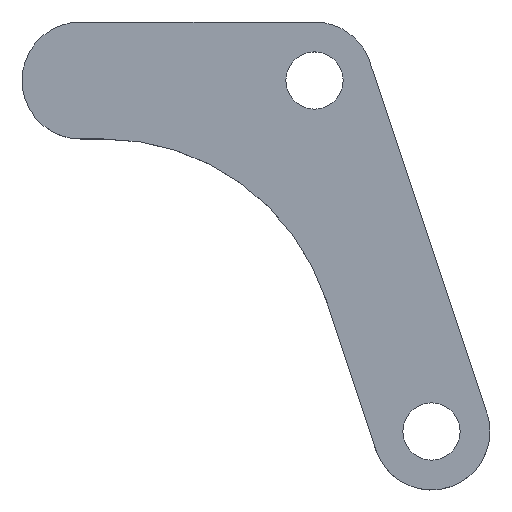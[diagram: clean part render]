
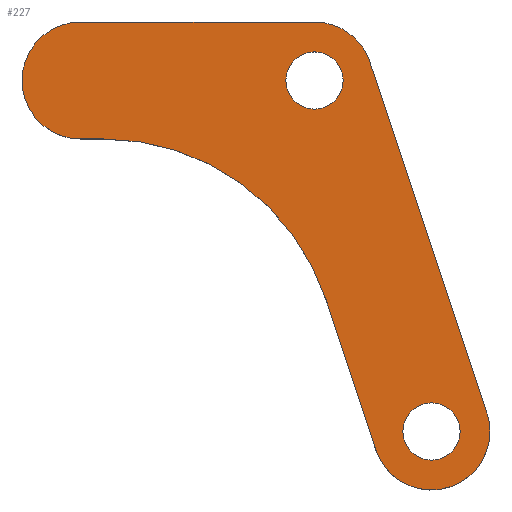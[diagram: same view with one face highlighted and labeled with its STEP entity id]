
A CAD part, top view. The second image highlights one B-rep face of the part: STEP entity #227.
In plain terms, the highlighted planar face has unit normal (0, 0, 1).
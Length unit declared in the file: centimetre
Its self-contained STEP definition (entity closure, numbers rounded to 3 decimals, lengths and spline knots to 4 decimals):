
#15=FACE_BOUND('',#48,.T.);
#16=FACE_BOUND('',#49,.T.);
#23=PLANE('',#265);
#35=FACE_OUTER_BOUND('',#47,.T.);
#47=EDGE_LOOP('',(#191,#192,#193,#194,#195,#196,#197,#198));
#48=EDGE_LOOP('',(#199));
#49=EDGE_LOOP('',(#200));
#57=LINE('',#355,#75);
#61=LINE('',#367,#79);
#65=LINE('',#379,#83);
#69=LINE('',#391,#87);
#75=VECTOR('',#287,1.);
#79=VECTOR('',#299,1.);
#83=VECTOR('',#311,1.);
#87=VECTOR('',#323,1.);
#89=CIRCLE('',#244,0.245);
#91=CIRCLE('',#247,0.245);
#94=CIRCLE('',#252,2.);
#96=CIRCLE('',#256,0.5);
#98=CIRCLE('',#260,0.5);
#100=CIRCLE('',#264,0.5);
#101=VERTEX_POINT('',#337);
#103=VERTEX_POINT('',#343);
#107=VERTEX_POINT('',#352);
#108=VERTEX_POINT('',#354);
#110=VERTEX_POINT('',#360);
#112=VERTEX_POINT('',#366);
#114=VERTEX_POINT('',#372);
#116=VERTEX_POINT('',#378);
#118=VERTEX_POINT('',#384);
#120=VERTEX_POINT('',#390);
#121=EDGE_CURVE('',#101,#101,#89,.T.);
#124=EDGE_CURVE('',#103,#103,#91,.T.);
#129=EDGE_CURVE('',#108,#107,#57,.T.);
#132=EDGE_CURVE('',#110,#108,#94,.T.);
#135=EDGE_CURVE('',#112,#110,#61,.T.);
#138=EDGE_CURVE('',#114,#112,#96,.T.);
#141=EDGE_CURVE('',#116,#114,#65,.T.);
#144=EDGE_CURVE('',#118,#116,#98,.T.);
#147=EDGE_CURVE('',#120,#118,#69,.T.);
#150=EDGE_CURVE('',#107,#120,#100,.T.);
#191=ORIENTED_EDGE('',*,*,#150,.T.);
#192=ORIENTED_EDGE('',*,*,#147,.T.);
#193=ORIENTED_EDGE('',*,*,#144,.T.);
#194=ORIENTED_EDGE('',*,*,#141,.T.);
#195=ORIENTED_EDGE('',*,*,#138,.T.);
#196=ORIENTED_EDGE('',*,*,#135,.T.);
#197=ORIENTED_EDGE('',*,*,#132,.T.);
#198=ORIENTED_EDGE('',*,*,#129,.T.);
#199=ORIENTED_EDGE('',*,*,#124,.T.);
#200=ORIENTED_EDGE('',*,*,#121,.T.);
#227=ADVANCED_FACE('',(#35,#15,#16),#23,.T.);
#244=AXIS2_PLACEMENT_3D('',#338,#271,#272);
#247=AXIS2_PLACEMENT_3D('',#344,#278,#279);
#252=AXIS2_PLACEMENT_3D('',#361,#293,#294);
#256=AXIS2_PLACEMENT_3D('',#373,#305,#306);
#260=AXIS2_PLACEMENT_3D('',#385,#317,#318);
#264=AXIS2_PLACEMENT_3D('',#395,#329,#330);
#265=AXIS2_PLACEMENT_3D('',#396,#331,#332);
#271=DIRECTION('center_axis',(0.,0.,-1.));
#272=DIRECTION('ref_axis',(1.,0.,0.));
#278=DIRECTION('center_axis',(0.,0.,-1.));
#279=DIRECTION('ref_axis',(1.,0.,0.));
#287=DIRECTION('',(0.316,-0.949,0.));
#293=DIRECTION('center_axis',(0.,0.,-1.));
#294=DIRECTION('ref_axis',(0.949,0.316,0.));
#299=DIRECTION('',(1.,0.,0.));
#305=DIRECTION('center_axis',(0.,0.,1.));
#306=DIRECTION('ref_axis',(0.,1.,0.));
#311=DIRECTION('',(-1.,0.,0.));
#317=DIRECTION('center_axis',(0.,0.,1.));
#318=DIRECTION('ref_axis',(0.,-1.,0.));
#323=DIRECTION('',(-0.316,0.949,0.));
#329=DIRECTION('center_axis',(0.,0.,1.));
#330=DIRECTION('ref_axis',(-0.949,-0.316,0.));
#331=DIRECTION('center_axis',(0.,0.,1.));
#332=DIRECTION('ref_axis',(1.,0.,0.));
#337=CARTESIAN_POINT('',(-6.745,0.,0.4));
#338=CARTESIAN_POINT('Origin',(-6.5,0.,0.4));
#343=CARTESIAN_POINT('',(-7.745,3.,0.4));
#344=CARTESIAN_POINT('Origin',(-7.5,3.,0.4));
#352=CARTESIAN_POINT('',(-6.9743,-0.1581,0.4));
#354=CARTESIAN_POINT('',(-7.4045,1.1325,0.4));
#355=CARTESIAN_POINT('',(-7.4045,1.1325,0.4));
#360=CARTESIAN_POINT('',(-9.3019,2.5,0.4));
#361=CARTESIAN_POINT('Origin',(-9.3019,0.5,0.4));
#366=CARTESIAN_POINT('',(-9.5,2.5,0.4));
#367=CARTESIAN_POINT('',(-9.5,2.5,0.4));
#372=CARTESIAN_POINT('',(-9.5,3.5,0.4));
#373=CARTESIAN_POINT('Origin',(-9.5,3.,0.4));
#378=CARTESIAN_POINT('',(-7.5,3.5,0.4));
#379=CARTESIAN_POINT('',(-7.5,3.5,0.4));
#384=CARTESIAN_POINT('',(-7.0257,3.1581,0.4));
#385=CARTESIAN_POINT('Origin',(-7.5,3.,0.4));
#390=CARTESIAN_POINT('',(-6.0257,0.1581,0.4));
#391=CARTESIAN_POINT('',(-6.0257,0.1581,0.4));
#395=CARTESIAN_POINT('Origin',(-6.5,0.,0.4));
#396=CARTESIAN_POINT('Origin',(-8.,1.5,0.4));
